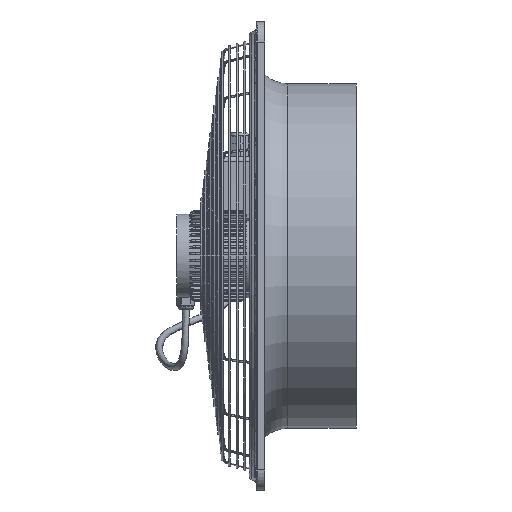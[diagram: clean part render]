
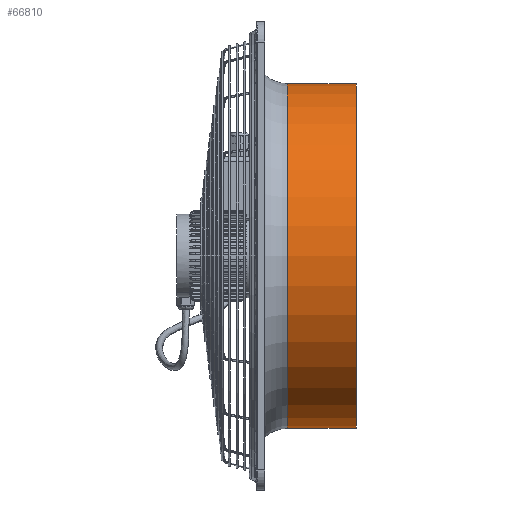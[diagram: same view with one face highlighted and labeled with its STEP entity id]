
A CAD part, front view. The second image highlights one B-rep face of the part: STEP entity #66810.
In plain terms, the highlighted cylindrical face has radius 258 mm (diameter 516 mm), a partial arc.
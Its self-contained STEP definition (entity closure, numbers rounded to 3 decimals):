
#28820=CARTESIAN_POINT('',(-283.534,-206.,
0.));
#28830=VERTEX_POINT('',#28820);
#28860=CARTESIAN_POINT('',(-283.534,-464.,
0.));
#28870=DIRECTION('',(-1.,-0.,-0.));
#28880=DIRECTION('',(0.,-1.,0.));
#28890=AXIS2_PLACEMENT_3D('',#28860,#28870,#28880);
#28900=CIRCLE('',#28890,258.);
#28910=CARTESIAN_POINT('',(-283.534,-722.,
0.));
#28920=VERTEX_POINT('',#28910);
#28930=EDGE_CURVE('',#28830,#28920,#28900,.T.);
#66500=CARTESIAN_POINT('',(-335.034,-464.,
0.));
#66510=DIRECTION('',(1.,0.,0.));
#66520=DIRECTION('',(0.,-1.,0.));
#66530=AXIS2_PLACEMENT_3D('',#66500,#66510,#66520);
#66540=CYLINDRICAL_SURFACE('',#66530,258.);
#66550=CARTESIAN_POINT('',(-335.034,-722.,
0.));
#66560=DIRECTION('',(1.,0.,0.));
#66570=VECTOR('',#66560,1.);
#66580=LINE('',#66550,#66570);
#66590=CARTESIAN_POINT('',(-386.534,-722.,
0.));
#66600=VERTEX_POINT('',#66590);
#66610=EDGE_CURVE('',#66600,#28920,#66580,.T.);
#66620=ORIENTED_EDGE('',*,*,#66610,.F.);
#66630=ORIENTED_EDGE('',*,*,#28930,.T.);
#66640=CARTESIAN_POINT('',(-335.034,-206.,
0.));
#66650=DIRECTION('',(1.,0.,0.));
#66660=VECTOR('',#66650,1.);
#66670=LINE('',#66640,#66660);
#66680=CARTESIAN_POINT('',(-386.534,-206.,
0.));
#66690=VERTEX_POINT('',#66680);
#66700=EDGE_CURVE('',#66690,#28830,#66670,.T.);
#66710=ORIENTED_EDGE('',*,*,#66700,.T.);
#66720=CARTESIAN_POINT('',(-386.534,-464.,
0.));
#66730=DIRECTION('',(1.,0.,0.));
#66740=DIRECTION('',(0.,-1.,0.));
#66750=AXIS2_PLACEMENT_3D('',#66720,#66730,#66740);
#66760=CIRCLE('',#66750,258.);
#66770=EDGE_CURVE('',#66600,#66690,#66760,.T.);
#66780=ORIENTED_EDGE('',*,*,#66770,.T.);
#66790=EDGE_LOOP('',(#66780,#66710,#66630,#66620));
#66800=FACE_OUTER_BOUND('',#66790,.T.);
#66810=ADVANCED_FACE('',(#66800),#66540,.T.);
